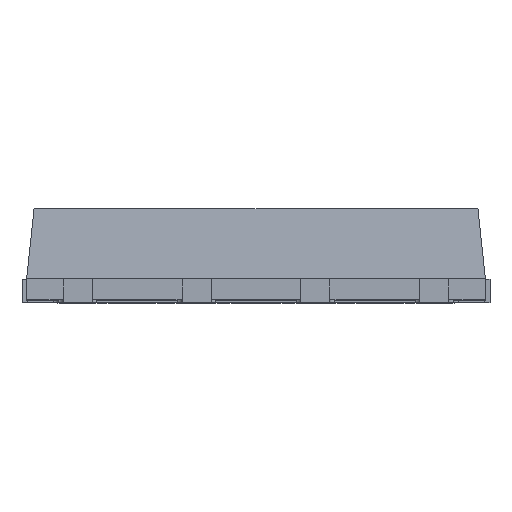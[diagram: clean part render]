
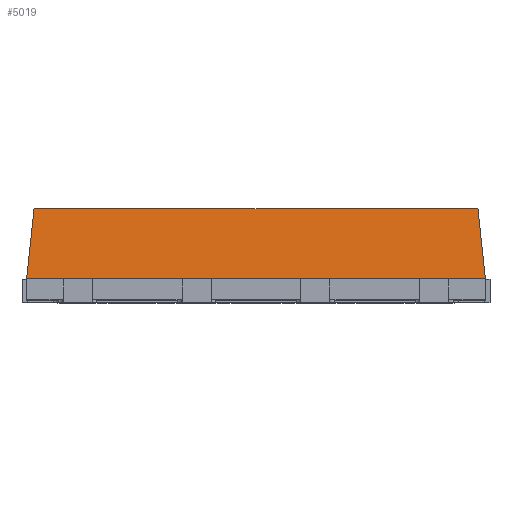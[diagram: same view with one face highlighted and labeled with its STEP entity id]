
A CAD part, top view. The second image highlights one B-rep face of the part: STEP entity #5019.
In plain terms, the highlighted planar face has unit normal (0, 0.104, 0.995).
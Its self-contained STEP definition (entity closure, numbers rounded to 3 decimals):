
#321 = EDGE_LOOP ( 'NONE', ( #5400, #796, #2739, #7084, #6326 ) ) ;
#562 = CARTESIAN_POINT ( 'NONE',  ( 2.371, 0.975, 2.821 ) ) ;
#650 = DIRECTION ( 'NONE',  ( 1., 0., 0. ) ) ;
#666 = LINE ( 'NONE', #6914, #5635 ) ;
#705 = EDGE_CURVE ( 'NONE', #7428, #2334, #666, .T. ) ;
#796 = ORIENTED_EDGE ( 'NONE', *, *, #2125, .F. ) ;
#811 = EDGE_CURVE ( 'NONE', #6086, #7428, #6330, .T. ) ;
#1014 = VERTEX_POINT ( 'NONE', #6698 ) ;
#1127 = PLANE ( 'NONE',  #1142 ) ;
#1142 = AXIS2_PLACEMENT_3D ( 'NONE', #3036, #6521, #2282 ) ;
#1335 = EDGE_CURVE ( 'NONE', #6086, #7161, #6206, .T. ) ;
#1423 = EDGE_CURVE ( 'NONE', #7161, #1014, #3747, .T. ) ;
#1743 = LINE ( 'NONE', #5904, #6581 ) ;
#2125 = EDGE_CURVE ( 'NONE', #2334, #1014, #1743, .T. ) ;
#2282 = DIRECTION ( 'NONE',  ( 0., -0.995, 0.105 ) ) ;
#2334 = VERTEX_POINT ( 'NONE', #562 ) ;
#2428 = CARTESIAN_POINT ( 'NONE',  ( -2.371, 0.975, 2.821 ) ) ;
#2695 = CARTESIAN_POINT ( 'NONE',  ( -2.45, 0.225, 2.9 ) ) ;
#2739 = ORIENTED_EDGE ( 'NONE', *, *, #705, .F. ) ;
#3036 = CARTESIAN_POINT ( 'NONE',  ( -2.45, 0.225, 2.9 ) ) ;
#3747 = LINE ( 'NONE', #6117, #5612 ) ;
#4265 = DIRECTION ( 'NONE',  ( 1., 0., 0. ) ) ;
#4628 = VECTOR ( 'NONE', #650, 1000. ) ;
#4761 = CARTESIAN_POINT ( 'NONE',  ( -2.45, 0.975, 2.821 ) ) ;
#4825 = DIRECTION ( 'NONE',  ( 1., 0., 0. ) ) ;
#5019 = ADVANCED_FACE ( 'NONE', ( #5736 ), #1127, .T. ) ;
#5400 = ORIENTED_EDGE ( 'NONE', *, *, #1423, .T. ) ;
#5612 = VECTOR ( 'NONE', #4265, 1000. ) ;
#5635 = VECTOR ( 'NONE', #4825, 1000. ) ;
#5736 = FACE_OUTER_BOUND ( 'NONE', #321, .T. ) ;
#5904 = CARTESIAN_POINT ( 'NONE',  ( 2.45, 0.225, 2.9 ) ) ;
#6013 = VECTOR ( 'NONE', #7536, 1000. ) ;
#6086 = VERTEX_POINT ( 'NONE', #2428 ) ;
#6117 = CARTESIAN_POINT ( 'NONE',  ( -2.45, 0.225, 2.9 ) ) ;
#6206 = LINE ( 'NONE', #2695, #6013 ) ;
#6242 = CARTESIAN_POINT ( 'NONE',  ( -2.45, 0.225, 2.9 ) ) ;
#6326 = ORIENTED_EDGE ( 'NONE', *, *, #1335, .T. ) ;
#6330 = LINE ( 'NONE', #4761, #4628 ) ;
#6521 = DIRECTION ( 'NONE',  ( 0., 0.105, 0.995 ) ) ;
#6581 = VECTOR ( 'NONE', #7105, 1000. ) ;
#6698 = CARTESIAN_POINT ( 'NONE',  ( 2.45, 0.225, 2.9 ) ) ;
#6914 = CARTESIAN_POINT ( 'NONE',  ( -2.45, 0.975, 2.821 ) ) ;
#7084 = ORIENTED_EDGE ( 'NONE', *, *, #811, .F. ) ;
#7105 = DIRECTION ( 'NONE',  ( 0.104, -0.989, 0.104 ) ) ;
#7161 = VERTEX_POINT ( 'NONE', #6242 ) ;
#7335 = CARTESIAN_POINT ( 'NONE',  ( 0., 0.975, 2.821 ) ) ;
#7428 = VERTEX_POINT ( 'NONE', #7335 ) ;
#7536 = DIRECTION ( 'NONE',  ( -0.104, -0.989, 0.104 ) ) ;
